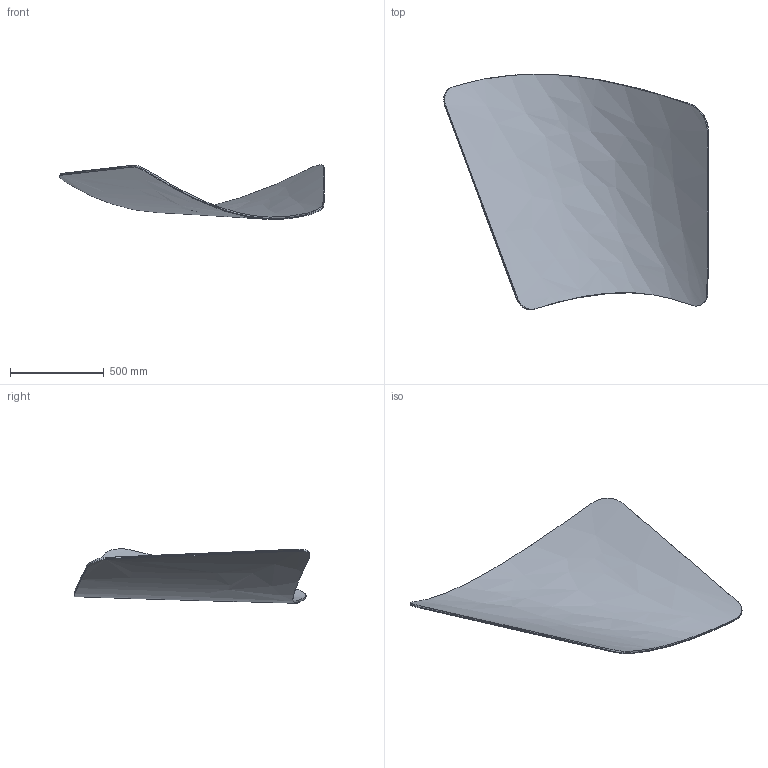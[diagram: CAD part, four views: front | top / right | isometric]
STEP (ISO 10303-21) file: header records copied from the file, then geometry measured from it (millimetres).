
FILE_DESCRIPTION(/* description */ (''),/* implementation_level */ '2;1');
FILE_NAME(/* name */ '7EDE~1',/* time_stamp */ '2021-01-19T14:20:14+03:00',/* author */ (''),/* organization */ (''),/* preprocessor_version */ 'ST-DEVELOPER v16.5',/* originating_system */ '',/* authorisation */ '');
FILE_SCHEMA (('AUTOMOTIVE_DESIGN'));
Length unit declared in the file: millimetre
Products named in the file (1): Document
Bounding box: 1410.03 x 1254.51 x 289.59 mm (x, y, z)
Surface area: 6100550 mm2 (no closed solid volume)
Topology: 0 solids, 1 shells, 23 faces, 66 edges, 33 vertices
Faces by surface type: bspline 22, plane 1
Entity records: 10654 total; most frequent: CARTESIAN_POINT 10241, ORIENTED_EDGE 123, EDGE_CURVE 66, B_SPLINE_CURVE_WITH_KNOTS 66, VERTEX_POINT 33, ADVANCED_FACE 23, FACE_OUTER_BOUND 23, EDGE_LOOP 23
